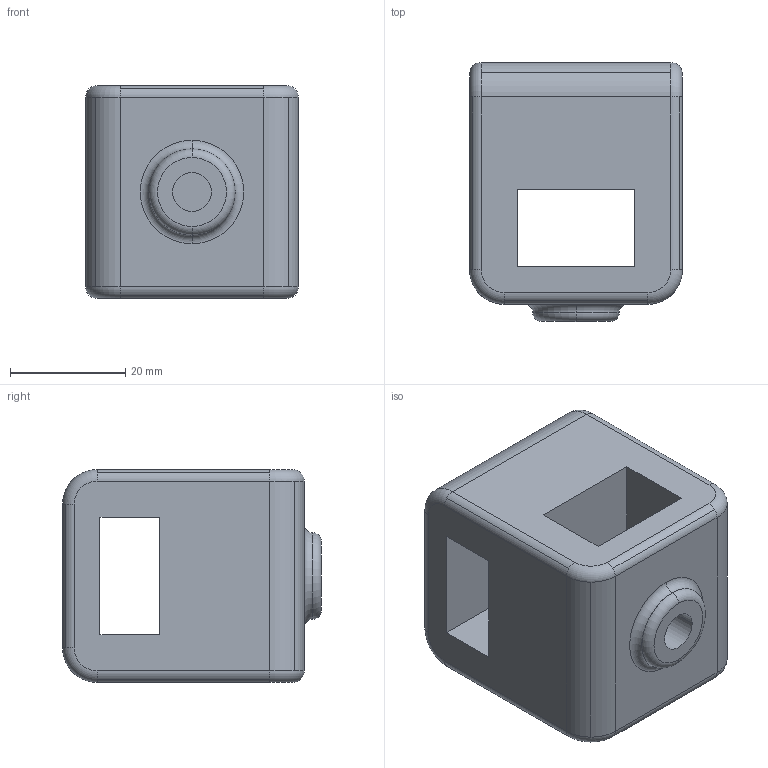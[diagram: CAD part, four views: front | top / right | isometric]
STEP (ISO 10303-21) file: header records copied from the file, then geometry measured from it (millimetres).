
FILE_DESCRIPTION(('STEP AP214'),'1');
FILE_NAME('160617.STP','2011-09-08T07:16:21',(' '),(' '),'Spatial InterOp 3D',' ',' ');
FILE_SCHEMA(('automotive_design'));
Length unit declared in the file: millimetre
Products named in the file (1): Quader
Bounding box: 37 x 45 x 37 mm (x, y, z)
Volume: 38240.4 mm3; surface area: 12284.5 mm2
Topology: 1 solids, 1 shells, 55 faces, 142 edges, 90 vertices
Faces by surface type: cylinder 28, plane 15, torus 12
Entity records: 2179 total; most frequent: DIRECTION 332, CARTESIAN_POINT 288, ORIENTED_EDGE 284, EDGE_CURVE 142, AXIS2_PLACEMENT_3D 134, VERTEX_POINT 90, CIRCLE 78, LINE 64
